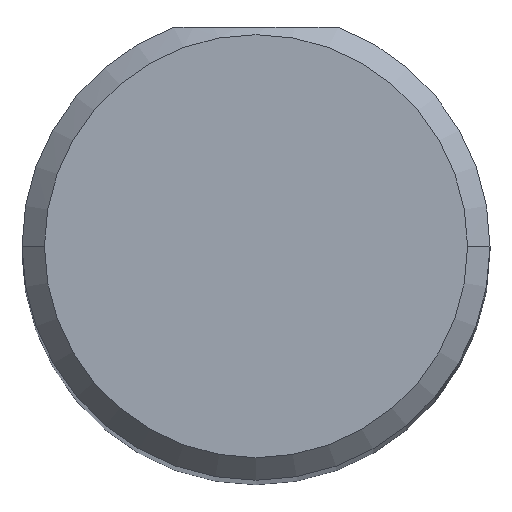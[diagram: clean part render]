
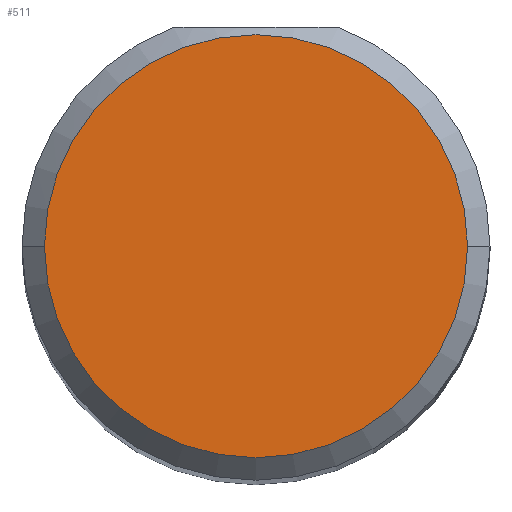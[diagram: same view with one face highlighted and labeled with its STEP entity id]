
A CAD part, top view. The second image highlights one B-rep face of the part: STEP entity #511.
In plain terms, the highlighted planar face has unit normal (0, 0, 1).
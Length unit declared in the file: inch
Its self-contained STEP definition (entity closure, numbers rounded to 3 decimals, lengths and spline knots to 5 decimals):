
#12 = DIRECTION ( 'NONE',  ( -1., 0., 0. ) ) ;
#47 = EDGE_LOOP ( 'NONE', ( #545, #81 ) ) ;
#81 = ORIENTED_EDGE ( 'NONE', *, *, #148, .F. ) ;
#84 = CARTESIAN_POINT ( 'NONE',  ( 0.625, 0., 2.5 ) ) ;
#101 = CARTESIAN_POINT ( 'NONE',  ( 0.625, 0., 2.5 ) ) ;
#123 = VERTEX_POINT ( 'NONE', #677 ) ;
#148 = EDGE_CURVE ( 'NONE', #490, #123, #560, .T. ) ;
#201 = PLANE ( 'NONE',  #675 ) ;
#258 = CIRCLE ( 'NONE', #647, 0.14125 ) ;
#276 = DIRECTION ( 'NONE',  ( 0., 0., 1. ) ) ;
#368 = CARTESIAN_POINT ( 'NONE',  ( 0.48375, 0., 2.5 ) ) ;
#388 = DIRECTION ( 'NONE',  ( 0., 0., -1. ) ) ;
#440 = DIRECTION ( 'NONE',  ( -1., 0., 0. ) ) ;
#486 = FACE_OUTER_BOUND ( 'NONE', #47, .T. ) ;
#490 = VERTEX_POINT ( 'NONE', #368 ) ;
#511 = ADVANCED_FACE ( 'NONE', ( #486 ), #201, .T. ) ;
#541 = DIRECTION ( 'NONE',  ( 0., 0., -1. ) ) ;
#545 = ORIENTED_EDGE ( 'NONE', *, *, #732, .F. ) ;
#553 = CARTESIAN_POINT ( 'NONE',  ( 0.625, 0., 2.5 ) ) ;
#560 = CIRCLE ( 'NONE', #727, 0.14125 ) ;
#647 = AXIS2_PLACEMENT_3D ( 'NONE', #101, #388, #440 ) ;
#665 = DIRECTION ( 'NONE',  ( -1., 0., 0. ) ) ;
#675 = AXIS2_PLACEMENT_3D ( 'NONE', #84, #276, #12 ) ;
#677 = CARTESIAN_POINT ( 'NONE',  ( 0.76625, 0., 2.5 ) ) ;
#727 = AXIS2_PLACEMENT_3D ( 'NONE', #553, #541, #665 ) ;
#732 = EDGE_CURVE ( 'NONE', #123, #490, #258, .T. ) ;
